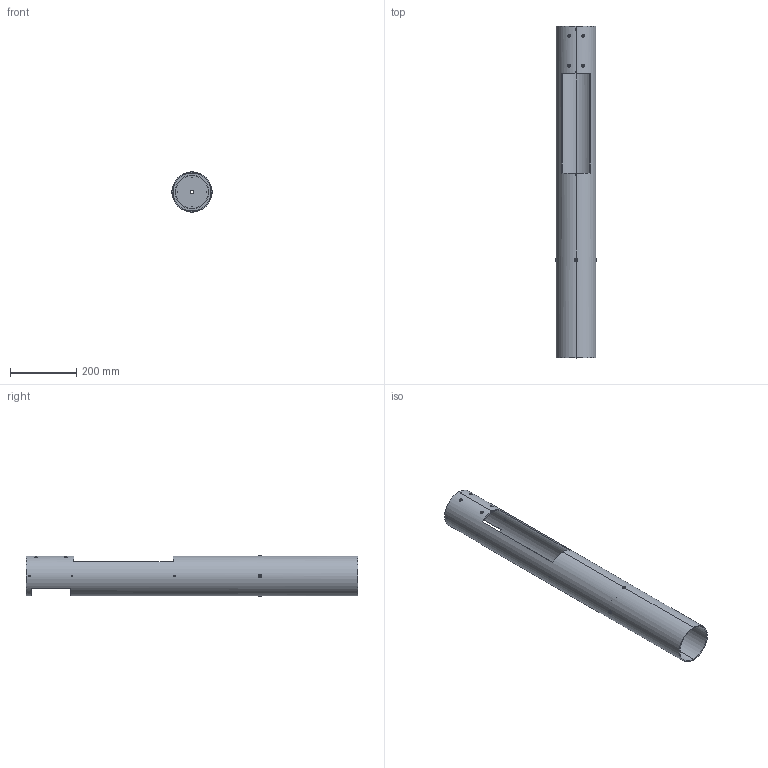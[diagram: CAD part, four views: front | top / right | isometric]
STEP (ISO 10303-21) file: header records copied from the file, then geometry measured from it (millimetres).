
FILE_DESCRIPTION (( 'STEP AP214' ), '1' );
FILE_NAME ('Body AssemblyFEA.STEP', '2025-01-03T19:29:25', ( '' ), ( '' ), 'SwSTEP 2.0', 'SolidWorks 2024', '' );
FILE_SCHEMA (( 'AUTOMOTIVE_DESIGN' ));
Length unit declared in the file: millimetre
Products named in the file (4): M5 12mm_91239A228; BodyTube; Thrust Plate; Body AssemblyFEA
Assembly tree (6 placements, depth 2):
  Body AssemblyFEA
    BodyTube
    Thrust Plate
    M5 12mm_91239A228  x4
Bounding box: 125.5 x 1000 x 125.5 mm (x, y, z)
Volume: 1100470 mm3; surface area: 687369.6 mm2
Topology: 6 solids, 6 shells, 195 faces, 516 edges, 316 vertices
Faces by surface type: cylinder 72, cone 62, plane 53, sphere 8
Entity records: 6694 total; most frequent: CARTESIAN_POINT 3449, ORIENTED_EDGE 722, DIRECTION 555, EDGE_CURVE 361, VERTEX_POINT 232, AXIS2_PLACEMENT_3D 212, EDGE_LOOP 153, B_SPLINE_CURVE_WITH_KNOTS 147
